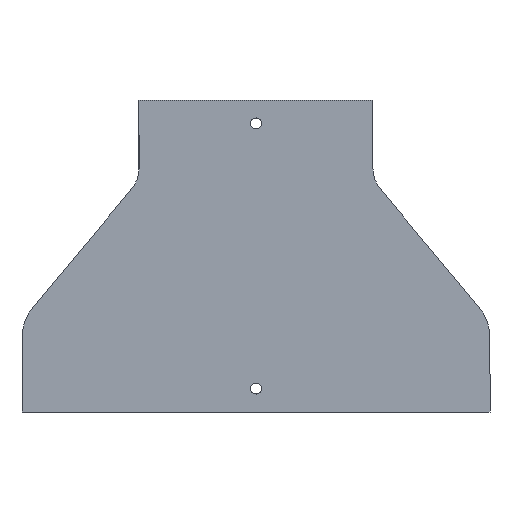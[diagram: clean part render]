
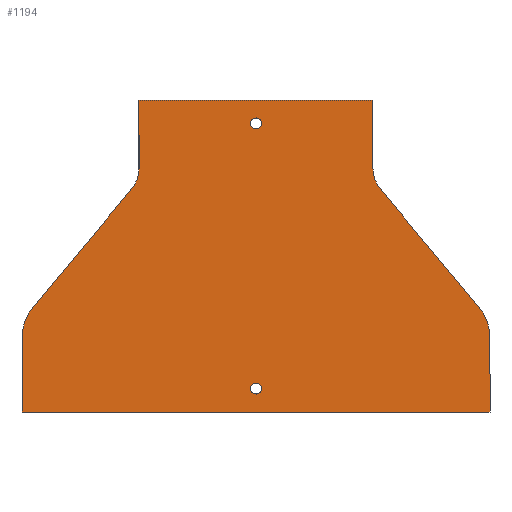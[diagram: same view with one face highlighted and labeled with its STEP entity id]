
A CAD part, front view. The second image highlights one B-rep face of the part: STEP entity #1194.
In plain terms, the highlighted planar face has unit normal (0, -1, 0).
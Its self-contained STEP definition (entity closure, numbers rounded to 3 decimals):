
#112 = CIRCLE ( 'NONE', #561, 20. ) ;
#115 = VECTOR ( 'NONE', #305, 1000. ) ;
#117 = LINE ( 'NONE', #257, #115 ) ;
#122 = CIRCLE ( 'NONE', #559, 30. ) ;
#125 = VECTOR ( 'NONE', #259, 1000. ) ;
#129 = LINE ( 'NONE', #326, #125 ) ;
#143 = VECTOR ( 'NONE', #276, 1000. ) ;
#146 = LINE ( 'NONE', #253, #143 ) ;
#149 = VECTOR ( 'NONE', #245, 1000. ) ;
#151 = LINE ( 'NONE', #246, #149 ) ;
#177 = AXIS2_PLACEMENT_3D ( 'NONE', #1507, #1514, #1517 ) ;
#179 = AXIS2_PLACEMENT_3D ( 'NONE', #1529, #1528, #1527 ) ;
#181 = AXIS2_PLACEMENT_3D ( 'NONE', #612, #613, #614 ) ;
#182 = AXIS2_PLACEMENT_3D ( 'NONE', #616, #617, #618 ) ;
#190 = AXIS2_PLACEMENT_3D ( 'NONE', #644, #639, #648 ) ;
#223 = CARTESIAN_POINT ( 'NONE',  ( 75., 0., -44.139 ) ) ;
#227 = DIRECTION ( 'NONE',  ( 0., 0., 1. ) ) ;
#245 = DIRECTION ( 'NONE',  ( 0., 0., -1. ) ) ;
#246 = CARTESIAN_POINT ( 'NONE',  ( 150., 0., -152.241 ) ) ;
#253 = CARTESIAN_POINT ( 'NONE',  ( -150., 0., -200. ) ) ;
#257 = CARTESIAN_POINT ( 'NONE',  ( -79.636, 0., -56.942 ) ) ;
#259 = DIRECTION ( 'NONE',  ( 0., 0., 1. ) ) ;
#276 = DIRECTION ( 'NONE',  ( -1., 0., 0. ) ) ;
#305 = DIRECTION ( 'NONE',  ( 0.64, 0., 0.768 ) ) ;
#315 = DIRECTION ( 'NONE',  ( 0., 1., 0. ) ) ;
#316 = CARTESIAN_POINT ( 'NONE',  ( -120., 0., -152.241 ) ) ;
#326 = CARTESIAN_POINT ( 'NONE',  ( -150., 0., -152.241 ) ) ;
#378 = DIRECTION ( 'NONE',  ( 0., 0., 1. ) ) ;
#379 = DIRECTION ( 'NONE',  ( 0., -1., 0. ) ) ;
#380 = CARTESIAN_POINT ( 'NONE',  ( -95., 0., -44.139 ) ) ;
#431 = EDGE_CURVE ( 'NONE', #1178, #1493, #151, .T. ) ;
#434 = EDGE_CURVE ( 'NONE', #1493, #1499, #146, .T. ) ;
#447 = EDGE_CURVE ( 'NONE', #1499, #1428, #129, .T. ) ;
#450 = EDGE_CURVE ( 'NONE', #1428, #1427, #122, .T. ) ;
#453 = EDGE_CURVE ( 'NONE', #1427, #1425, #117, .T. ) ;
#456 = EDGE_CURVE ( 'NONE', #1425, #1153, #112, .T. ) ;
#462 = VERTEX_POINT ( 'NONE', #854 ) ;
#465 = VERTEX_POINT ( 'NONE', #859 ) ;
#500 = LINE ( 'NONE', #856, #507 ) ;
#507 = VECTOR ( 'NONE', #857, 1000. ) ;
#559 = AXIS2_PLACEMENT_3D ( 'NONE', #316, #315, #227 ) ;
#561 = AXIS2_PLACEMENT_3D ( 'NONE', #380, #379, #378 ) ;
#585 = EDGE_CURVE ( 'NONE', #1173, #1164, #991, .T. ) ;
#586 = EDGE_CURVE ( 'NONE', #1182, #1173, #989, .T. ) ;
#590 = EDGE_CURVE ( 'NONE', #1164, #1177, #974, .T. ) ;
#593 = EDGE_CURVE ( 'NONE', #1177, #1148, #969, .T. ) ;
#596 = EDGE_CURVE ( 'NONE', #1148, #1178, #963, .T. ) ;
#598 = CARTESIAN_POINT ( 'NONE',  ( 79.636, 0., -56.942 ) ) ;
#601 = CARTESIAN_POINT ( 'NONE',  ( 75., 0., 0. ) ) ;
#605 = CARTESIAN_POINT ( 'NONE',  ( 150., 0., -152.241 ) ) ;
#609 = CARTESIAN_POINT ( 'NONE',  ( -75., 0., 0. ) ) ;
#612 = CARTESIAN_POINT ( 'NONE',  ( 0., 0., -15. ) ) ;
#613 = DIRECTION ( 'NONE',  ( 0., -1., 0. ) ) ;
#614 = DIRECTION ( 'NONE',  ( 0., 0., -1. ) ) ;
#616 = CARTESIAN_POINT ( 'NONE',  ( 0., 0., -185. ) ) ;
#617 = DIRECTION ( 'NONE',  ( 0., -1., 0. ) ) ;
#618 = DIRECTION ( 'NONE',  ( 0., 0., -1. ) ) ;
#639 = DIRECTION ( 'NONE',  ( 0., 1., 0. ) ) ;
#644 = CARTESIAN_POINT ( 'NONE',  ( -95., 0., -44.139 ) ) ;
#646 = PLANE ( 'NONE',  #190 ) ;
#648 = DIRECTION ( 'NONE',  ( 0., 0., 1. ) ) ;
#821 = CARTESIAN_POINT ( 'NONE',  ( -79.636, 0., -56.942 ) ) ;
#822 = CARTESIAN_POINT ( 'NONE',  ( -143.047, 0., -133.035 ) ) ;
#823 = CARTESIAN_POINT ( 'NONE',  ( -150., 0., -152.241 ) ) ;
#852 = CARTESIAN_POINT ( 'NONE',  ( 150., 0., -200. ) ) ;
#854 = CARTESIAN_POINT ( 'NONE',  ( 0., 0., -188.5 ) ) ;
#855 = CARTESIAN_POINT ( 'NONE',  ( -150., 0., -200. ) ) ;
#856 = CARTESIAN_POINT ( 'NONE',  ( -75., 0., 0. ) ) ;
#857 = DIRECTION ( 'NONE',  ( 0., 0., 1. ) ) ;
#859 = CARTESIAN_POINT ( 'NONE',  ( 0., 0., -18.5 ) ) ;
#938 = FACE_BOUND ( 'NONE', #1400, .T. ) ;
#941 = FACE_BOUND ( 'NONE', #1369, .T. ) ;
#943 = FACE_OUTER_BOUND ( 'NONE', #1413, .T. ) ;
#953 = CIRCLE ( 'NONE', #182, 3.5 ) ;
#958 = CIRCLE ( 'NONE', #181, 3.5 ) ;
#963 = CIRCLE ( 'NONE', #179, 30. ) ;
#966 = VECTOR ( 'NONE', #1509, 1000. ) ;
#969 = LINE ( 'NONE', #1516, #966 ) ;
#974 = CIRCLE ( 'NONE', #177, 20. ) ;
#980 = VECTOR ( 'NONE', #1521, 1000. ) ;
#982 = VECTOR ( 'NONE', #1511, 1000. ) ;
#989 = LINE ( 'NONE', #1522, #980 ) ;
#991 = LINE ( 'NONE', #1512, #982 ) ;
#1045 = CARTESIAN_POINT ( 'NONE',  ( 143.047, 0., -133.035 ) ) ;
#1051 = CARTESIAN_POINT ( 'NONE',  ( -75., 0., -44.139 ) ) ;
#1148 = VERTEX_POINT ( 'NONE', #1045 ) ;
#1153 = VERTEX_POINT ( 'NONE', #1051 ) ;
#1164 = VERTEX_POINT ( 'NONE', #223 ) ;
#1173 = VERTEX_POINT ( 'NONE', #601 ) ;
#1177 = VERTEX_POINT ( 'NONE', #598 ) ;
#1178 = VERTEX_POINT ( 'NONE', #605 ) ;
#1182 = VERTEX_POINT ( 'NONE', #609 ) ;
#1184 = EDGE_CURVE ( 'NONE', #465, #465, #958, .T. ) ;
#1185 = EDGE_CURVE ( 'NONE', #462, #462, #953, .T. ) ;
#1194 = ADVANCED_FACE ( 'NONE', ( #941, #938, #943 ), #646, .F. ) ;
#1326 = ORIENTED_EDGE ( 'NONE', *, *, #434, .F. ) ;
#1327 = ORIENTED_EDGE ( 'NONE', *, *, #596, .F. ) ;
#1328 = ORIENTED_EDGE ( 'NONE', *, *, #447, .F. ) ;
#1329 = ORIENTED_EDGE ( 'NONE', *, *, #1184, .F. ) ;
#1330 = ORIENTED_EDGE ( 'NONE', *, *, #1185, .F. ) ;
#1332 = ORIENTED_EDGE ( 'NONE', *, *, #593, .F. ) ;
#1349 = ORIENTED_EDGE ( 'NONE', *, *, #431, .F. ) ;
#1369 = EDGE_LOOP ( 'NONE', ( #1330 ) ) ;
#1370 = ORIENTED_EDGE ( 'NONE', *, *, #453, .F. ) ;
#1374 = ORIENTED_EDGE ( 'NONE', *, *, #450, .F. ) ;
#1400 = EDGE_LOOP ( 'NONE', ( #1329 ) ) ;
#1413 = EDGE_LOOP ( 'NONE', ( #1328, #1326, #1349, #1327, #1332, #1497, #1495, #1484, #1498, #1415, #1370, #1374 ) ) ;
#1415 = ORIENTED_EDGE ( 'NONE', *, *, #456, .F. ) ;
#1425 = VERTEX_POINT ( 'NONE', #821 ) ;
#1427 = VERTEX_POINT ( 'NONE', #822 ) ;
#1428 = VERTEX_POINT ( 'NONE', #823 ) ;
#1484 = ORIENTED_EDGE ( 'NONE', *, *, #586, .F. ) ;
#1493 = VERTEX_POINT ( 'NONE', #852 ) ;
#1495 = ORIENTED_EDGE ( 'NONE', *, *, #585, .F. ) ;
#1497 = ORIENTED_EDGE ( 'NONE', *, *, #590, .F. ) ;
#1498 = ORIENTED_EDGE ( 'NONE', *, *, #1540, .F. ) ;
#1499 = VERTEX_POINT ( 'NONE', #855 ) ;
#1507 = CARTESIAN_POINT ( 'NONE',  ( 95., 0., -44.139 ) ) ;
#1509 = DIRECTION ( 'NONE',  ( 0.64, 0., -0.768 ) ) ;
#1511 = DIRECTION ( 'NONE',  ( 0., 0., -1. ) ) ;
#1512 = CARTESIAN_POINT ( 'NONE',  ( 75., 0., 0. ) ) ;
#1514 = DIRECTION ( 'NONE',  ( 0., -1., 0. ) ) ;
#1516 = CARTESIAN_POINT ( 'NONE',  ( 79.636, 0., -56.942 ) ) ;
#1517 = DIRECTION ( 'NONE',  ( 0., 0., -1. ) ) ;
#1521 = DIRECTION ( 'NONE',  ( 1., 0., 0. ) ) ;
#1522 = CARTESIAN_POINT ( 'NONE',  ( -75., 0., 0. ) ) ;
#1527 = DIRECTION ( 'NONE',  ( 0., 0., -1. ) ) ;
#1528 = DIRECTION ( 'NONE',  ( 0., 1., 0. ) ) ;
#1529 = CARTESIAN_POINT ( 'NONE',  ( 120., 0., -152.241 ) ) ;
#1540 = EDGE_CURVE ( 'NONE', #1153, #1182, #500, .T. ) ;
